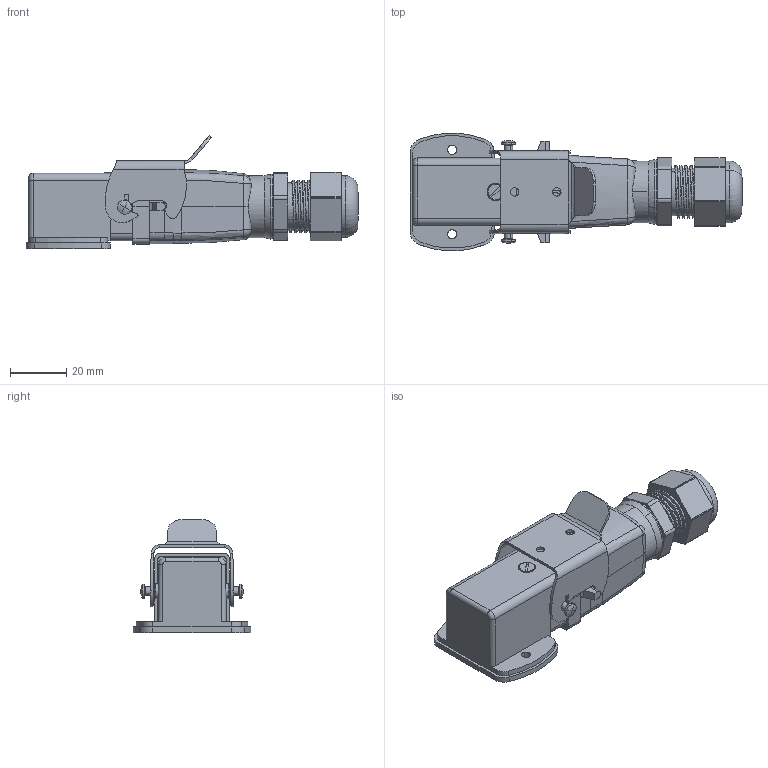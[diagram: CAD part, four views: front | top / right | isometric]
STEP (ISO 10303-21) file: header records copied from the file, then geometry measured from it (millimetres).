
FILE_DESCRIPTION(('CATIA V5 STEP Exchange','CAx-IF Rec.Pracs.--- Model Styling and Organization---1.4--- 2014-01-23'),'2;1');
FILE_NAME ('019346-1_2', '2019-11-22T13:36:52+00:00', ('none'), ('Weidmueller'), 'CATIA Version 5-6 Release 2016 SP3 HF44', 'CATIA V5 STEP AP214', 'none');
FILE_SCHEMA(('AUTOMOTIVE_DESIGN { 1 0 10303 214 1 1 1 1 }'));
Products named in the file (1): 1712630000
Bounding box: 118.04 x 41.81 x 40.18 mm (x, y, z)
Volume: 46854.7 mm3; surface area: 49098.7 mm2
Topology: 14 solids, 14 shells, 3087 faces, 8507 edges, 5323 vertices
Faces by surface type: plane 1585, cylinder 894, torus 342, cone 180, sphere 40, bspline 38, extrusion 6, revolution 2
Entity records: 105009 total; most frequent: CARTESIAN_POINT 31713, ORIENTED_EDGE 16888, DIRECTION 12281, EDGE_CURVE 8444, VERTEX_POINT 5323, VECTOR 5089, LINE 5083, AXIS2_PLACEMENT_3D 4774
